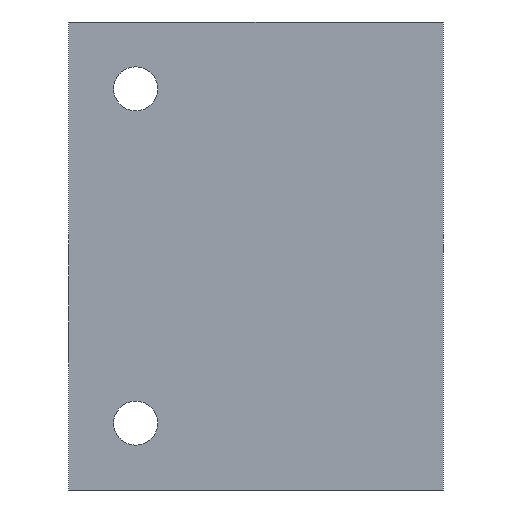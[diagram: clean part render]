
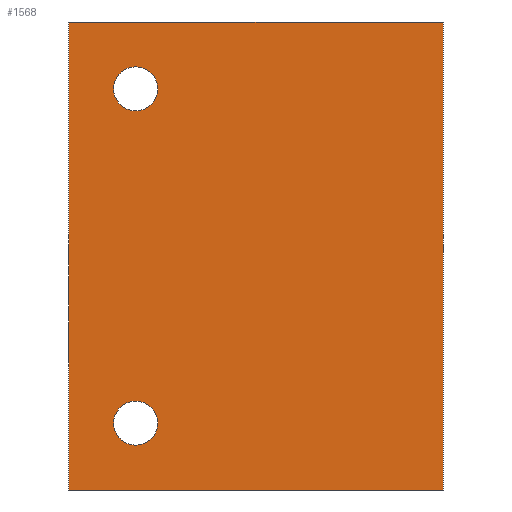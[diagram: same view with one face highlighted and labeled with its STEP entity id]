
A CAD part, left-side view. The second image highlights one B-rep face of the part: STEP entity #1568.
In plain terms, the highlighted planar face has unit normal (-1, 0, 0).
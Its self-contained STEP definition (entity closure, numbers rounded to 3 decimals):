
#85=LINE('',#2309,#298);
#86=LINE('',#2311,#299);
#87=LINE('',#2313,#300);
#88=LINE('',#2314,#301);
#298=VECTOR('',#1850,56.);
#299=VECTOR('',#1851,70.);
#300=VECTOR('',#1852,56.);
#301=VECTOR('',#1853,70.);
#450=PLANE('',#1664);
#528=FACE_BOUND('',#639,.T.);
#529=FACE_BOUND('',#640,.T.);
#549=FACE_OUTER_BOUND('',#638,.T.);
#638=EDGE_LOOP('',(#1186,#1187,#1188,#1189));
#639=EDGE_LOOP('',(#1190));
#640=EDGE_LOOP('',(#1191));
#722=CIRCLE('',#1645,3.3);
#724=CIRCLE('',#1648,3.3);
#732=VERTEX_POINT('',#2144);
#734=VERTEX_POINT('',#2149);
#808=VERTEX_POINT('',#2307);
#809=VERTEX_POINT('',#2308);
#810=VERTEX_POINT('',#2310);
#811=VERTEX_POINT('',#2312);
#884=EDGE_CURVE('',#732,#732,#722,.T.);
#886=EDGE_CURVE('',#734,#734,#724,.T.);
#960=EDGE_CURVE('',#808,#809,#85,.T.);
#961=EDGE_CURVE('',#810,#809,#86,.T.);
#962=EDGE_CURVE('',#811,#810,#87,.T.);
#963=EDGE_CURVE('',#808,#811,#88,.T.);
#1186=ORIENTED_EDGE('',*,*,#960,.T.);
#1187=ORIENTED_EDGE('',*,*,#961,.F.);
#1188=ORIENTED_EDGE('',*,*,#962,.F.);
#1189=ORIENTED_EDGE('',*,*,#963,.F.);
#1190=ORIENTED_EDGE('',*,*,#884,.T.);
#1191=ORIENTED_EDGE('',*,*,#886,.T.);
#1568=ADVANCED_FACE('',(#549,#528,#529),#450,.T.);
#1645=AXIS2_PLACEMENT_3D('',#2145,#1743,#1744);
#1648=AXIS2_PLACEMENT_3D('',#2150,#1749,#1750);
#1664=AXIS2_PLACEMENT_3D('',#2306,#1848,#1849);
#1743=DIRECTION('center_axis',(1.,0.,0.));
#1744=DIRECTION('ref_axis',(0.,0.,
1.));
#1749=DIRECTION('center_axis',(1.,0.,0.));
#1750=DIRECTION('ref_axis',(0.,0.,
1.));
#1848=DIRECTION('center_axis',(-1.,0.,0.));
#1849=DIRECTION('ref_axis',(0.,0.,1.));
#1850=DIRECTION('',(0.,-1.,0.));
#1851=DIRECTION('',(0.,0.,-1.));
#1852=DIRECTION('',(0.,-1.,0.));
#1853=DIRECTION('',(0.,0.,1.));
#2144=CARTESIAN_POINT('',(-20.,26.,28.3));
#2145=CARTESIAN_POINT('Origin',(-20.,26.,25.));
#2149=CARTESIAN_POINT('',(-20.,26.,-21.7));
#2150=CARTESIAN_POINT('Origin',(-20.,26.,-25.));
#2306=CARTESIAN_POINT('Origin',(-20.,-20.,0.));
#2307=CARTESIAN_POINT('',(-20.,36.,-35.));
#2308=CARTESIAN_POINT('',(-20.,-20.,-35.));
#2309=CARTESIAN_POINT('',(-20.,8.,-35.));
#2310=CARTESIAN_POINT('',(-20.,-20.,35.));
#2311=CARTESIAN_POINT('',(-20.,-20.,0.));
#2312=CARTESIAN_POINT('',(-20.,36.,35.));
#2313=CARTESIAN_POINT('',(-20.,8.,35.));
#2314=CARTESIAN_POINT('',(-20.,36.,0.));
